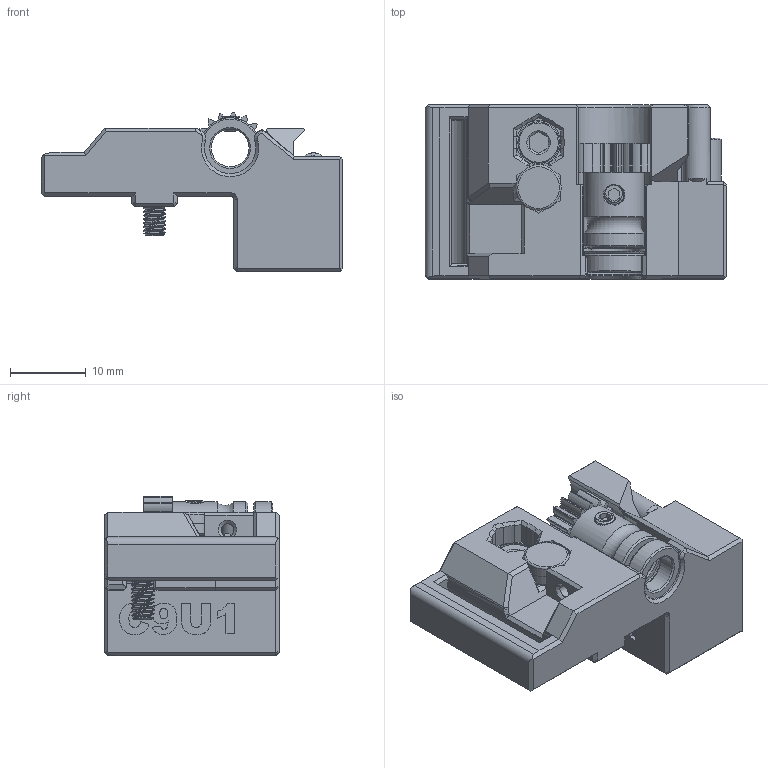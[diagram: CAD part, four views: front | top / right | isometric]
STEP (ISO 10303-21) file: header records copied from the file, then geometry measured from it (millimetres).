
FILE_DESCRIPTION(/* description */ (''),/* implementation_level */ '2;1');
FILE_NAME(/* name */ 'Triple_Decky_Base_C9U1.step',/* time_stamp */ '2024-04-05T07:46:19+02:00',/* author */ (''),/* organization */ (''),/* preprocessor_version */ 'ST-DEVELOPER v20',/* originating_system */ 'Autodesk Translation Framework v12.20.1.177',/* authorisation */ '');
FILE_SCHEMA (('AUTOMOTIVE_DESIGN { 1 0 10303 214 3 1 1 }'));
Length unit declared in the file: millimetre
Products named in the file (7): Triple_Decky_Base_C9U1; MR85ZZ v3 v1 (1); BondTechDirectDriveGear v1 v1 (1); Direct_Drivegear^Driveshaft Assembly_BMG Drive Mechanism_VORON Clockw
ork_X Carriage672923 (1); Component41672924 (1); 91290A113_Alloy Steel Socket Head Screw (1); Magnet6x3 v1672918 v2 (1) (1)
Assembly tree (6 placements, depth 3):
  Triple_Decky_Base_C9U1
    MR85ZZ v3 v1 (1)
    BondTechDirectDriveGear v1 v1 (1)
      Direct_Drivegear^Driveshaft Assembly_BMG Drive Mechanism_VORON Clockw
ork_X Carriage672923 (1)
      Component41672924 (1)
    91290A113_Alloy Steel Socket Head Screw (1)
    Magnet6x3 v1672918 v2 (1) (1)
Bounding box: 39.9 x 23.05 x 21.14 mm (x, y, z)
Volume: 8081.3 mm3; surface area: 5833.2 mm2
Topology: 7 solids, 7 shells, 579 faces, 1533 edges, 980 vertices
Faces by surface type: plane 259, cylinder 184, bspline 82, cone 50, torus 4
Full cylindrical faces by diameter (mm): 1.65 x1, 2.016 x3, 2.35 x15, 2.5 x2, 2.53 x2, 3 x14, 3.2 x1, 3.5 x2, 5 x1, 5.05 x1, 5.5 x1, 5.9 x1, 6 x2, 6.4 x1, 8 x3
Entity records: 26015 total; most frequent: CARTESIAN_POINT 11886, ORIENTED_EDGE 3066, DIRECTION 2715, EDGE_CURVE 1533, VERTEX_POINT 980, AXIS2_PLACEMENT_3D 965, LINE 785, VECTOR 785
